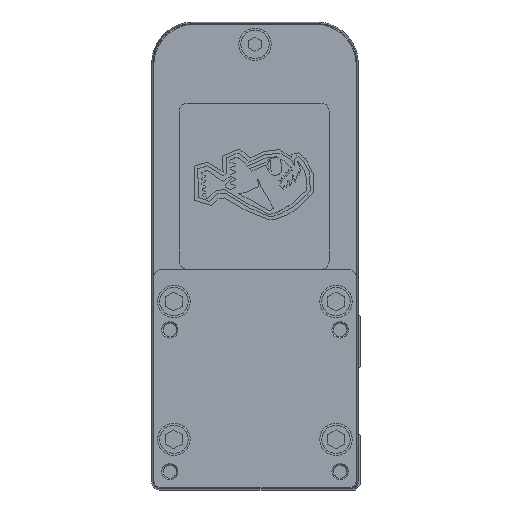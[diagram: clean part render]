
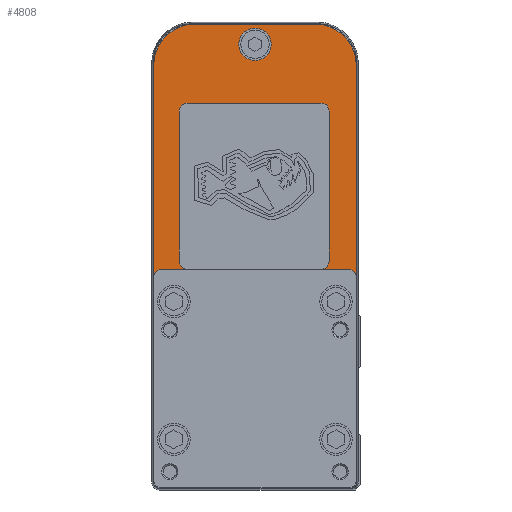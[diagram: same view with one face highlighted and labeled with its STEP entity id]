
A CAD part, left-side view. The second image highlights one B-rep face of the part: STEP entity #4808.
In plain terms, the highlighted planar face has unit normal (-1, 0, 0).
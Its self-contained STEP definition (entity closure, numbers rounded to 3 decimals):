
#242 = VERTEX_POINT ( 'NONE', #22908 ) ;
#442 = CIRCLE ( 'NONE', #19520, 4. ) ;
#545 = CARTESIAN_POINT ( 'NONE',  ( -45., -7., -25. ) ) ;
#709 = EDGE_CURVE ( 'NONE', #14667, #11630, #16718, .T. ) ;
#864 = DIRECTION ( 'NONE',  ( 0., 0., -1. ) ) ;
#942 = ORIENTED_EDGE ( 'NONE', *, *, #709, .T. ) ;
#1014 = CARTESIAN_POINT ( 'NONE',  ( -45., -69.5, -14.75 ) ) ;
#1217 = DIRECTION ( 'NONE',  ( 0., 0., -1. ) ) ;
#1536 = VERTEX_POINT ( 'NONE', #10508 ) ;
#1759 = DIRECTION ( 'NONE',  ( -1., 0., 0. ) ) ;
#1792 = ORIENTED_EDGE ( 'NONE', *, *, #8111, .T. ) ;
#1860 = VERTEX_POINT ( 'NONE', #24620 ) ;
#2756 = EDGE_LOOP ( 'NONE', ( #25172, #19059 ) ) ;
#2819 = LINE ( 'NONE', #11203, #9328 ) ;
#3120 = VECTOR ( 'NONE', #21980, 1000. ) ;
#3151 = CARTESIAN_POINT ( 'NONE',  ( -45., -59.25, -25. ) ) ;
#3175 = CARTESIAN_POINT ( 'NONE',  ( -45., -69.5, 14.75 ) ) ;
#3233 = VERTEX_POINT ( 'NONE', #17209 ) ;
#3255 = CIRCLE ( 'NONE', #18070, 4. ) ;
#3645 = CIRCLE ( 'NONE', #4506, 2. ) ;
#3810 = DIRECTION ( 'NONE',  ( 1., 0., 0. ) ) ;
#4051 = ORIENTED_EDGE ( 'NONE', *, *, #17707, .F. ) ;
#4414 = CARTESIAN_POINT ( 'NONE',  ( -45., -64.5, 0. ) ) ;
#4487 = PLANE ( 'NONE',  #13485 ) ;
#4506 = AXIS2_PLACEMENT_3D ( 'NONE', #11911, #3810, #15736 ) ;
#4741 = DIRECTION ( 'NONE',  ( 1., 0., 0. ) ) ;
#4808 = ADVANCED_FACE ( 'NONE', ( #10578, #24601 ), #4487, .F. ) ;
#4953 = CARTESIAN_POINT ( 'NONE',  ( -45., -59.25, -14.75 ) ) ;
#5122 = VECTOR ( 'NONE', #11526, 1000. ) ;
#5241 = DIRECTION ( 'NONE',  ( 0., -1., 0. ) ) ;
#5445 = LINE ( 'NONE', #3175, #19673 ) ;
#5922 = DIRECTION ( 'NONE',  ( 1., 0., 0. ) ) ;
#7086 = EDGE_CURVE ( 'NONE', #1860, #242, #3255, .T. ) ;
#7209 = VERTEX_POINT ( 'NONE', #17401 ) ;
#7299 = LINE ( 'NONE', #3151, #5122 ) ;
#7886 = DIRECTION ( 'NONE',  ( 0., 0., -1. ) ) ;
#8111 = EDGE_CURVE ( 'NONE', #3233, #18299, #3645, .T. ) ;
#8340 = ORIENTED_EDGE ( 'NONE', *, *, #24823, .F. ) ;
#8742 = DIRECTION ( 'NONE',  ( 0., 1., 0. ) ) ;
#9328 = VECTOR ( 'NONE', #5241, 1000. ) ;
#9748 = VERTEX_POINT ( 'NONE', #1014 ) ;
#10129 = VERTEX_POINT ( 'NONE', #21393 ) ;
#10405 = AXIS2_PLACEMENT_3D ( 'NONE', #22869, #4741, #864 ) ;
#10454 = CARTESIAN_POINT ( 'NONE',  ( -45., -7., 23. ) ) ;
#10508 = CARTESIAN_POINT ( 'NONE',  ( -45., -59.25, 25. ) ) ;
#10578 = FACE_OUTER_BOUND ( 'NONE', #25318, .T. ) ;
#10702 = ORIENTED_EDGE ( 'NONE', *, *, #21718, .F. ) ;
#11119 = ORIENTED_EDGE ( 'NONE', *, *, #23076, .F. ) ;
#11203 = CARTESIAN_POINT ( 'NONE',  ( -45., -7., 25. ) ) ;
#11368 = EDGE_CURVE ( 'NONE', #7209, #18299, #7299, .T. ) ;
#11526 = DIRECTION ( 'NONE',  ( 0., 1., 0. ) ) ;
#11630 = VERTEX_POINT ( 'NONE', #24958 ) ;
#11889 = DIRECTION ( 'NONE',  ( 0., 0., -1. ) ) ;
#11911 = CARTESIAN_POINT ( 'NONE',  ( -45., -7., -23. ) ) ;
#12374 = AXIS2_PLACEMENT_3D ( 'NONE', #22457, #5922, #11889 ) ;
#12375 = DIRECTION ( 'NONE',  ( 0., 0., -1. ) ) ;
#13273 = ORIENTED_EDGE ( 'NONE', *, *, #15513, .F. ) ;
#13389 = DIRECTION ( 'NONE',  ( 0., 0., -1. ) ) ;
#13485 = AXIS2_PLACEMENT_3D ( 'NONE', #10454, #18393, #8742 ) ;
#14667 = VERTEX_POINT ( 'NONE', #20993 ) ;
#15513 = EDGE_CURVE ( 'NONE', #1536, #10129, #22524, .T. ) ;
#15736 = DIRECTION ( 'NONE',  ( 0., 0., -1. ) ) ;
#15994 = EDGE_CURVE ( 'NONE', #242, #1860, #442, .T. ) ;
#16551 = CIRCLE ( 'NONE', #18258, 10.25 ) ;
#16718 = CIRCLE ( 'NONE', #10405, 2. ) ;
#17209 = CARTESIAN_POINT ( 'NONE',  ( -45., -9., -23. ) ) ;
#17401 = CARTESIAN_POINT ( 'NONE',  ( -45., -59.25, -25. ) ) ;
#17707 = EDGE_CURVE ( 'NONE', #10129, #9748, #5445, .T. ) ;
#17842 = ORIENTED_EDGE ( 'NONE', *, *, #11368, .F. ) ;
#18070 = AXIS2_PLACEMENT_3D ( 'NONE', #19909, #1759, #7886 ) ;
#18258 = AXIS2_PLACEMENT_3D ( 'NONE', #4953, #21102, #1217 ) ;
#18299 = VERTEX_POINT ( 'NONE', #545 ) ;
#18393 = DIRECTION ( 'NONE',  ( 1., 0., 0. ) ) ;
#18453 = DIRECTION ( 'NONE',  ( -1., 0., 0. ) ) ;
#19059 = ORIENTED_EDGE ( 'NONE', *, *, #15994, .F. ) ;
#19520 = AXIS2_PLACEMENT_3D ( 'NONE', #4414, #18453, #12375 ) ;
#19673 = VECTOR ( 'NONE', #13389, 1000. ) ;
#19909 = CARTESIAN_POINT ( 'NONE',  ( -45., -64.5, 0. ) ) ;
#20993 = CARTESIAN_POINT ( 'NONE',  ( -45., -7., 25. ) ) ;
#21102 = DIRECTION ( 'NONE',  ( 1., 0., 0. ) ) ;
#21393 = CARTESIAN_POINT ( 'NONE',  ( -45., -69.5, 14.75 ) ) ;
#21718 = EDGE_CURVE ( 'NONE', #14667, #1536, #2819, .T. ) ;
#21856 = CARTESIAN_POINT ( 'NONE',  ( -45., -9., -23. ) ) ;
#21980 = DIRECTION ( 'NONE',  ( 0., 0., 1. ) ) ;
#22457 = CARTESIAN_POINT ( 'NONE',  ( -45., -59.25, 14.75 ) ) ;
#22524 = CIRCLE ( 'NONE', #12374, 10.25 ) ;
#22869 = CARTESIAN_POINT ( 'NONE',  ( -45., -7., 23. ) ) ;
#22908 = CARTESIAN_POINT ( 'NONE',  ( -45., -64.5, 4. ) ) ;
#23076 = EDGE_CURVE ( 'NONE', #9748, #7209, #16551, .T. ) ;
#23832 = LINE ( 'NONE', #21856, #3120 ) ;
#24601 = FACE_BOUND ( 'NONE', #2756, .T. ) ;
#24620 = CARTESIAN_POINT ( 'NONE',  ( -45., -64.5, -4. ) ) ;
#24823 = EDGE_CURVE ( 'NONE', #3233, #11630, #23832, .T. ) ;
#24958 = CARTESIAN_POINT ( 'NONE',  ( -45., -9., 23. ) ) ;
#25172 = ORIENTED_EDGE ( 'NONE', *, *, #7086, .F. ) ;
#25318 = EDGE_LOOP ( 'NONE', ( #942, #8340, #1792, #17842, #11119, #4051, #13273, #10702 ) ) ;
